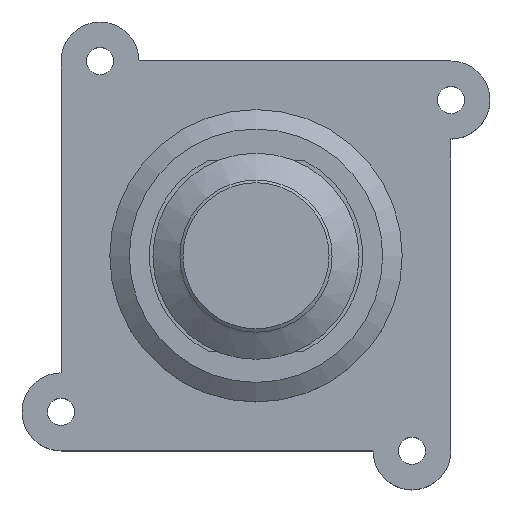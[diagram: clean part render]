
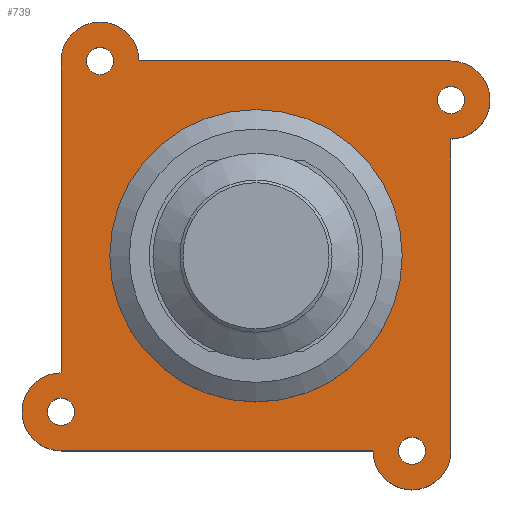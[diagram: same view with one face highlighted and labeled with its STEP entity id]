
A CAD part, top view. The second image highlights one B-rep face of the part: STEP entity #739.
In plain terms, the highlighted planar face has unit normal (0, 0, 1).
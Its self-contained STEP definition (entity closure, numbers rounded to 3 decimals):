
#19=FACE_BOUND('',#266,.T.);
#20=FACE_BOUND('',#267,.T.);
#21=FACE_BOUND('',#268,.T.);
#22=FACE_BOUND('',#269,.T.);
#23=FACE_BOUND('',#270,.T.);
#50=PLANE('',#840);
#70=LINE('',#1179,#126);
#87=LINE('',#1233,#143);
#94=LINE('',#1272,#150);
#98=LINE('',#1284,#154);
#102=LINE('',#1296,#158);
#106=LINE('',#1307,#162);
#126=VECTOR('',#924,10.);
#143=VECTOR('',#987,10.);
#150=VECTOR('',#1032,10.);
#154=VECTOR('',#1044,10.);
#158=VECTOR('',#1056,10.);
#162=VECTOR('',#1068,10.);
#220=FACE_OUTER_BOUND('',#265,.T.);
#265=EDGE_LOOP('',(#670,#671,#672,#673,#674,#675,#676,#677));
#266=EDGE_LOOP('',(#678,#679,#680,#681));
#267=EDGE_LOOP('',(#682));
#268=EDGE_LOOP('',(#683));
#269=EDGE_LOOP('',(#684));
#270=EDGE_LOOP('',(#685));
#295=CIRCLE('',#784,10.95);
#307=CIRCLE('',#810,10.95);
#309=CIRCLE('',#814,1.4);
#311=CIRCLE('',#817,1.4);
#313=CIRCLE('',#820,1.4);
#315=CIRCLE('',#823,1.4);
#316=CIRCLE('',#825,4.);
#318=CIRCLE('',#829,4.);
#320=CIRCLE('',#833,4.);
#322=CIRCLE('',#837,4.);
#349=VERTEX_POINT('',#1172);
#350=VERTEX_POINT('',#1174);
#351=VERTEX_POINT('',#1178);
#365=VERTEX_POINT('',#1231);
#367=VERTEX_POINT('',#1240);
#369=VERTEX_POINT('',#1246);
#371=VERTEX_POINT('',#1252);
#373=VERTEX_POINT('',#1258);
#374=VERTEX_POINT('',#1262);
#375=VERTEX_POINT('',#1263);
#378=VERTEX_POINT('',#1271);
#380=VERTEX_POINT('',#1277);
#382=VERTEX_POINT('',#1283);
#384=VERTEX_POINT('',#1289);
#386=VERTEX_POINT('',#1295);
#388=VERTEX_POINT('',#1301);
#425=EDGE_CURVE('',#350,#349,#295,.T.);
#427=EDGE_CURVE('',#351,#350,#70,.T.);
#455=EDGE_CURVE('',#349,#365,#87,.T.);
#456=EDGE_CURVE('',#365,#351,#307,.T.);
#459=EDGE_CURVE('',#367,#367,#309,.T.);
#462=EDGE_CURVE('',#369,#369,#311,.T.);
#465=EDGE_CURVE('',#371,#371,#313,.T.);
#468=EDGE_CURVE('',#373,#373,#315,.T.);
#469=EDGE_CURVE('',#374,#375,#316,.T.);
#473=EDGE_CURVE('',#375,#378,#94,.T.);
#476=EDGE_CURVE('',#378,#380,#318,.T.);
#479=EDGE_CURVE('',#380,#382,#98,.T.);
#482=EDGE_CURVE('',#382,#384,#320,.T.);
#485=EDGE_CURVE('',#384,#386,#102,.T.);
#488=EDGE_CURVE('',#386,#388,#322,.T.);
#491=EDGE_CURVE('',#388,#374,#106,.T.);
#670=ORIENTED_EDGE('',*,*,#491,.T.);
#671=ORIENTED_EDGE('',*,*,#469,.T.);
#672=ORIENTED_EDGE('',*,*,#473,.T.);
#673=ORIENTED_EDGE('',*,*,#476,.T.);
#674=ORIENTED_EDGE('',*,*,#479,.T.);
#675=ORIENTED_EDGE('',*,*,#482,.T.);
#676=ORIENTED_EDGE('',*,*,#485,.T.);
#677=ORIENTED_EDGE('',*,*,#488,.T.);
#678=ORIENTED_EDGE('',*,*,#427,.T.);
#679=ORIENTED_EDGE('',*,*,#425,.T.);
#680=ORIENTED_EDGE('',*,*,#455,.T.);
#681=ORIENTED_EDGE('',*,*,#456,.T.);
#682=ORIENTED_EDGE('',*,*,#468,.T.);
#683=ORIENTED_EDGE('',*,*,#465,.T.);
#684=ORIENTED_EDGE('',*,*,#462,.T.);
#685=ORIENTED_EDGE('',*,*,#459,.T.);
#739=ADVANCED_FACE('',(#220,#19,#20,#21,#22,#23),#50,.T.);
#784=AXIS2_PLACEMENT_3D('',#1175,#919,#920);
#810=AXIS2_PLACEMENT_3D('',#1235,#990,#991);
#814=AXIS2_PLACEMENT_3D('',#1242,#999,#1000);
#817=AXIS2_PLACEMENT_3D('',#1248,#1006,#1007);
#820=AXIS2_PLACEMENT_3D('',#1254,#1013,#1014);
#823=AXIS2_PLACEMENT_3D('',#1260,#1020,#1021);
#825=AXIS2_PLACEMENT_3D('',#1264,#1024,#1025);
#829=AXIS2_PLACEMENT_3D('',#1278,#1037,#1038);
#833=AXIS2_PLACEMENT_3D('',#1290,#1049,#1050);
#837=AXIS2_PLACEMENT_3D('',#1302,#1061,#1062);
#840=AXIS2_PLACEMENT_3D('',#1309,#1070,#1071);
#919=DIRECTION('center_axis',(0.,0.,-1.));
#920=DIRECTION('ref_axis',(-1.,0.,0.));
#924=DIRECTION('',(1.,0.,0.));
#987=DIRECTION('',(-1.,0.,0.));
#990=DIRECTION('center_axis',(0.,0.,-1.));
#991=DIRECTION('ref_axis',(-1.,0.,0.));
#999=DIRECTION('center_axis',(0.,0.,-1.));
#1000=DIRECTION('ref_axis',(1.,0.,0.));
#1006=DIRECTION('center_axis',(0.,0.,-1.));
#1007=DIRECTION('ref_axis',(1.,0.,0.));
#1013=DIRECTION('center_axis',(0.,0.,-1.));
#1014=DIRECTION('ref_axis',(1.,0.,0.));
#1020=DIRECTION('center_axis',(0.,0.,-1.));
#1021=DIRECTION('ref_axis',(1.,0.,0.));
#1024=DIRECTION('center_axis',(0.,0.,1.));
#1025=DIRECTION('ref_axis',(1.,0.,0.));
#1032=DIRECTION('',(1.,0.,0.));
#1037=DIRECTION('center_axis',(0.,0.,1.));
#1038=DIRECTION('ref_axis',(1.,0.,0.));
#1044=DIRECTION('',(0.,1.,0.));
#1049=DIRECTION('center_axis',(0.,0.,1.));
#1050=DIRECTION('ref_axis',(1.,0.,0.));
#1056=DIRECTION('',(-1.,0.,0.));
#1061=DIRECTION('center_axis',(0.,0.,1.));
#1062=DIRECTION('ref_axis',(1.,0.,0.));
#1068=DIRECTION('',(0.,-1.,0.));
#1070=DIRECTION('center_axis',(0.,0.,1.));
#1071=DIRECTION('ref_axis',(1.,0.,0.));
#1172=CARTESIAN_POINT('',(4.885,-9.8,0.));
#1174=CARTESIAN_POINT('',(4.885,9.8,0.));
#1175=CARTESIAN_POINT('Origin',(0.,0.,0.));
#1178=CARTESIAN_POINT('',(-4.885,9.8,0.));
#1179=CARTESIAN_POINT('',(2.442,9.8,0.));
#1231=CARTESIAN_POINT('',(-4.885,-9.8,0.));
#1233=CARTESIAN_POINT('',(-2.442,-9.8,0.));
#1235=CARTESIAN_POINT('Origin',(0.,0.,0.));
#1240=CARTESIAN_POINT('',(14.6,-20.,0.));
#1242=CARTESIAN_POINT('Origin',(16.,-20.,0.));
#1246=CARTESIAN_POINT('',(-21.4,-16.,0.));
#1248=CARTESIAN_POINT('Origin',(-20.,-16.,0.));
#1252=CARTESIAN_POINT('',(-17.4,20.,0.));
#1254=CARTESIAN_POINT('Origin',(-16.,20.,0.));
#1258=CARTESIAN_POINT('',(18.6,16.,0.));
#1260=CARTESIAN_POINT('Origin',(20.,16.,0.));
#1262=CARTESIAN_POINT('',(-20.,-12.,0.));
#1263=CARTESIAN_POINT('',(-20.,-20.,0.));
#1264=CARTESIAN_POINT('Origin',(-20.,-16.,0.));
#1271=CARTESIAN_POINT('',(12.,-20.,0.));
#1272=CARTESIAN_POINT('',(-20.,-20.,0.));
#1277=CARTESIAN_POINT('',(20.,-20.,0.));
#1278=CARTESIAN_POINT('Origin',(16.,-20.,0.));
#1283=CARTESIAN_POINT('',(20.,12.,0.));
#1284=CARTESIAN_POINT('',(20.,-20.,0.));
#1289=CARTESIAN_POINT('',(20.,20.,0.));
#1290=CARTESIAN_POINT('Origin',(20.,16.,0.));
#1295=CARTESIAN_POINT('',(-12.,20.,0.));
#1296=CARTESIAN_POINT('',(20.,20.,0.));
#1301=CARTESIAN_POINT('',(-20.,20.,0.));
#1302=CARTESIAN_POINT('Origin',(-16.,20.,0.));
#1307=CARTESIAN_POINT('',(-20.,20.,0.));
#1309=CARTESIAN_POINT('Origin',(0.,0.,0.));
